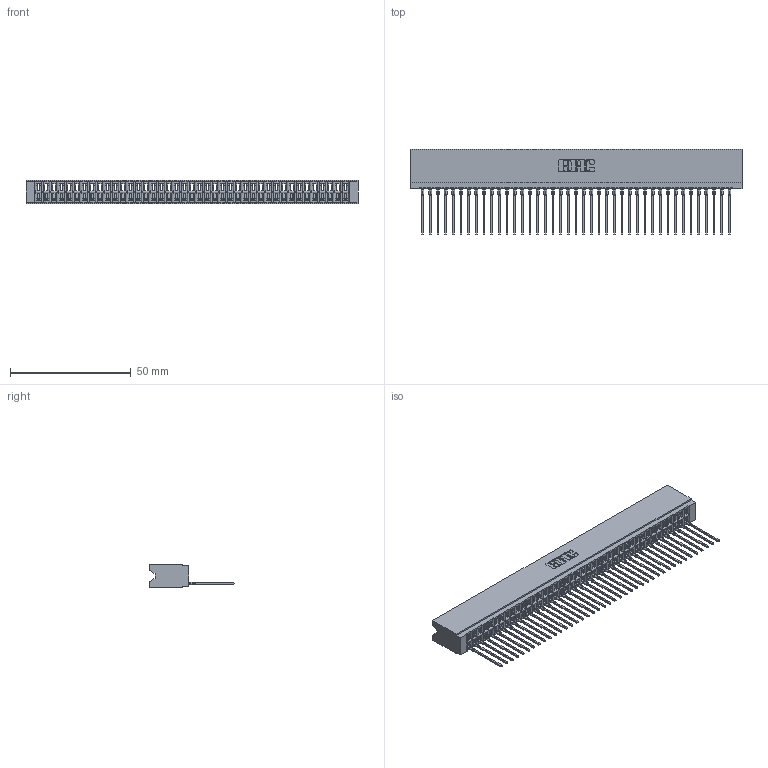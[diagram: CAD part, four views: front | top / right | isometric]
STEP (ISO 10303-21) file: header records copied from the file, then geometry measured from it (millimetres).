
FILE_DESCRIPTION (( 'STEP AP203' ), '1' );
FILE_NAME ('746-041-541-506.STEP', '2026-03-04T16:20:20', ( '' ), ( '' ), 'SwSTEP 2.0', 'SolidWorks 2023', '' );
FILE_SCHEMA (( 'CONFIG_CONTROL_DESIGN' ));
Length unit declared in the file: millimetre
Products named in the file (3): 746 Part_.340 Slot Depth - 06; 746-292-001_541; 746-041-541-506
Assembly tree (42 placements, depth 2):
  746-041-541-506
    746 Part_.340 Slot Depth - 06
    746-292-001_541  x41
Bounding box: 137.41 x 35.42 x 9.91 mm (x, y, z)
Volume: 15605 mm3; surface area: 22048.9 mm2
Topology: 42 solids, 42 shells, 4526 faces, 12852 edges, 8252 vertices
Faces by surface type: plane 2639, cylinder 821, bspline 820, torus 246
Entity records: 62115 total; most frequent: CARTESIAN_POINT 12577, ORIENTED_EDGE 10904, DIRECTION 9024, EDGE_CURVE 5452, LINE 4858, VECTOR 4858, VERTEX_POINT 3612, AXIS2_PLACEMENT_3D 2083
